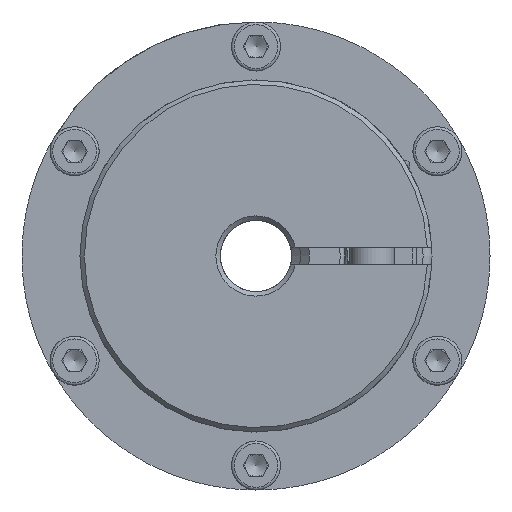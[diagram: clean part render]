
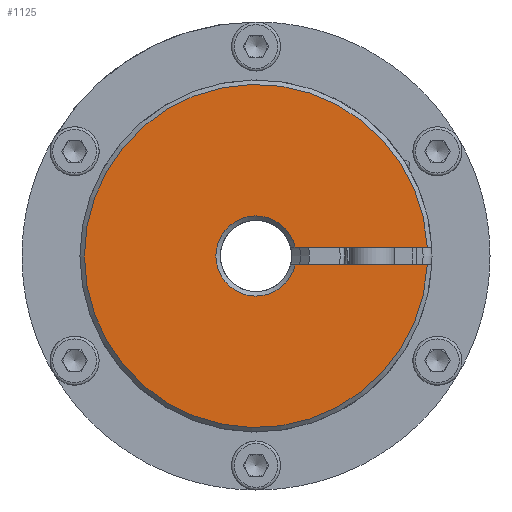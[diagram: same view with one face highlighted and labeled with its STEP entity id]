
A CAD part, left-side view. The second image highlights one B-rep face of the part: STEP entity #1125.
In plain terms, the highlighted planar face has unit normal (-1, 0, 0).
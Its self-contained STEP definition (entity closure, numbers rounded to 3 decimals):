
#1125 = ADVANCED_FACE( '', ( #2502 ), #2503, .T. );
#2502 = FACE_OUTER_BOUND( '', #4016, .T. );
#2503 = PLANE( '', #4017 );
#4016 = EDGE_LOOP( '', ( #7100, #7101, #7102, #7103 ) );
#4017 = AXIS2_PLACEMENT_3D( '', #7104, #7105, #7106 );
#7100 = ORIENTED_EDGE( '', *, *, #8744, .T. );
#7101 = ORIENTED_EDGE( '', *, *, #8772, .T. );
#7102 = ORIENTED_EDGE( '', *, *, #8943, .T. );
#7103 = ORIENTED_EDGE( '', *, *, #8179, .T. );
#7104 = CARTESIAN_POINT( '', ( -38.35, 0., 3. ) );
#7105 = DIRECTION( '', ( -1., 0., 0. ) );
#7106 = DIRECTION( '', ( 0., 0., 1. ) );
#8179 = EDGE_CURVE( '', #9760, #9761, #9762, .T. );
#8744 = EDGE_CURVE( '', #9761, #10595, #10597, .T. );
#8772 = EDGE_CURVE( '', #10595, #10637, #10639, .F. );
#8943 = EDGE_CURVE( '', #10637, #9760, #10854, .T. );
#9760 = VERTEX_POINT( '', #12414 );
#9761 = VERTEX_POINT( '', #12415 );
#9762 = CIRCLE( '', #12416, 19.25 );
#10595 = VERTEX_POINT( '', #13976 );
#10597 = LINE( '', #13981, #13982 );
#10637 = VERTEX_POINT( '', #14033 );
#10639 = CIRCLE( '', #14038, 4.5 );
#10854 = LINE( '', #14528, #14529 );
#12414 = CARTESIAN_POINT( '', ( -38.35, -19.224, 1. ) );
#12415 = CARTESIAN_POINT( '', ( -38.35, -19.224, -1. ) );
#12416 = AXIS2_PLACEMENT_3D( '', #15327, #15328, #15329 );
#13976 = CARTESIAN_POINT( '', ( -38.35, -4.387, -1. ) );
#13981 = CARTESIAN_POINT( '', ( -38.35, 0., -1. ) );
#13982 = VECTOR( '', #16066, 1000. );
#14033 = CARTESIAN_POINT( '', ( -38.35, -4.387, 1. ) );
#14038 = AXIS2_PLACEMENT_3D( '', #16099, #16100, #16101 );
#14528 = CARTESIAN_POINT( '', ( -38.35, 0., 1. ) );
#14529 = VECTOR( '', #16291, 1000. );
#15327 = CARTESIAN_POINT( '', ( -38.35, 0., 0. ) );
#15328 = DIRECTION( '', ( -1., 0., 0. ) );
#15329 = DIRECTION( '', ( 0., 0., 1. ) );
#16066 = DIRECTION( '', ( 0., 1., 0. ) );
#16099 = CARTESIAN_POINT( '', ( -38.35, 0., 0. ) );
#16100 = DIRECTION( '', ( -1., 0., 0. ) );
#16101 = DIRECTION( '', ( 0., 0., 1. ) );
#16291 = DIRECTION( '', ( 0., -1., 0. ) );
